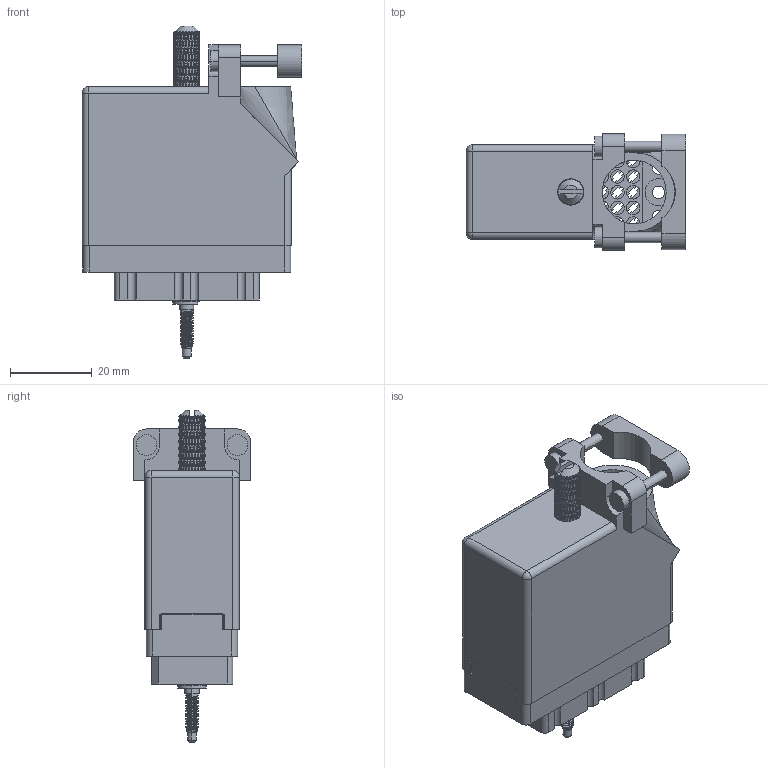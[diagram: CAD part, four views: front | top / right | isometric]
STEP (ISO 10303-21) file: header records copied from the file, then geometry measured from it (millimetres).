
FILE_DESCRIPTION (( 'STEP AP203' ), '1' );
FILE_NAME ('519-036-000-435.STEP', '2020-09-09T19:56:26', ( '' ), ( '' ), 'SwSTEP 2.0', 'SolidWorks 2020', '' );
FILE_SCHEMA (( 'CONFIG_CONTROL_DESIGN' ));
Length unit declared in the file: inch
Products named in the file (8): 516-230-001_Plastic - 038 Top Entry - Large Clamp; 516-253-138-107; 519-036-000-435; 516-250-038-111; 516-253-035-100; 519 Receptacle Insulator_036; 516-251-035-100; Actuating Screw Assy 038-056
Assembly tree (8 placements, depth 3):
  519-036-000-435
    519 Receptacle Insulator_036
    Actuating Screw Assy 038-056
      516-251-035-100
      516-253-035-100  x2
      516-253-138-107
      516-250-038-111
    516-230-001_Plastic - 038 Top Entry - Large Clamp
Bounding box: 53.62 x 28.57 x 81.03 mm (x, y, z)
Volume: 24365.5 mm3; surface area: 30414.6 mm2
Topology: 7 solids, 7 shells, 2328 faces, 5701 edges, 3410 vertices
Faces by surface type: bspline 1009, plane 732, cylinder 565, cone 20, sphere 2
Entity records: 97983 total; most frequent: CARTESIAN_POINT 53679, ORIENTED_EDGE 11374, DIRECTION 6531, EDGE_CURVE 5687, VERTEX_POINT 3402, EDGE_LOOP 2443, FACE_OUTER_BOUND 2322, ADVANCED_FACE 2322
